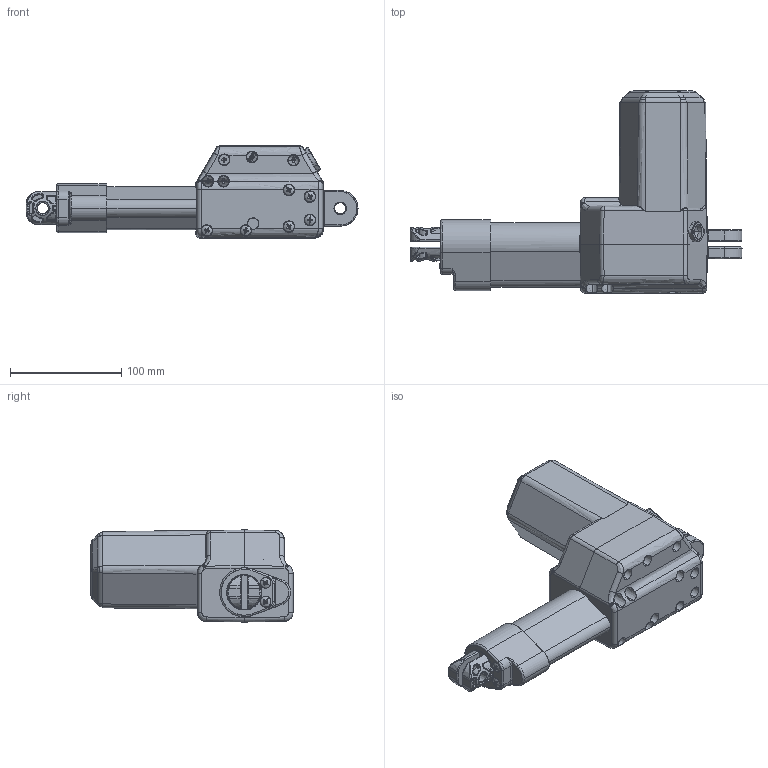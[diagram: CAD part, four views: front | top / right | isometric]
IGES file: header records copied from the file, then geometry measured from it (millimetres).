
Start section: SolidWorks IGES file using analytic representation for surfaces
Global section: file name: Deltadrive.IGS; native system: SolidWorks 2012; preprocessor: SolidWorks 2012; author: CKuhn; date: 121220.121549; units: millimetre
Bounding box: 299.08 x 182 x 83 mm (x, y, z)
Surface area: 107125.7 mm2 (no closed solid volume)
Topology: 0 solids, 0 shells, 1187 faces, 11725 edges, 11698 vertices
Faces by surface type: bspline 729, revolution 458
